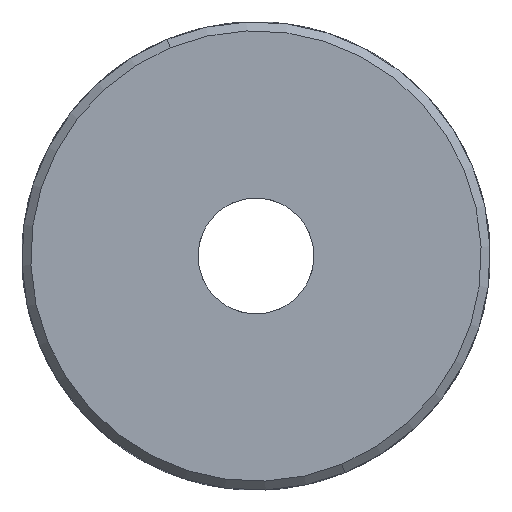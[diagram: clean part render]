
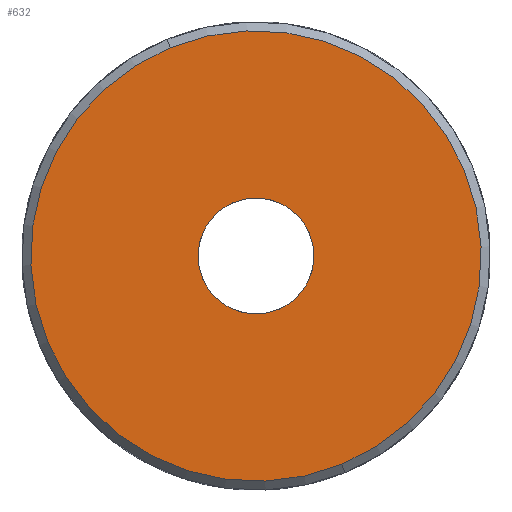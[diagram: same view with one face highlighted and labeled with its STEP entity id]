
A CAD part, left-side view. The second image highlights one B-rep face of the part: STEP entity #632.
In plain terms, the highlighted face is planar.
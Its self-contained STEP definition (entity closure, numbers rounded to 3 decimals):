
#6=CARTESIAN_POINT('',(0.,0.,0.));
#7=DIRECTION('',(0.,0.,1.));
#8=DIRECTION('',(-1.,0.,0.));
#9=AXIS2_PLACEMENT_3D('',#6,#7,#8);
#11=CARTESIAN_POINT('',(0.,0.,0.));
#12=DIRECTION('',(0.,0.,1.));
#13=DIRECTION('',(1.,0.,0.));
#14=AXIS2_PLACEMENT_3D('',#11,#12,#13);
#472=CARTESIAN_POINT('',(0.,0.,0.));
#473=DIRECTION('',(0.,0.,1.));
#474=DIRECTION('',(-1.,0.,0.));
#475=AXIS2_PLACEMENT_3D('',#472,#473,#474);
#481=CARTESIAN_POINT('',(0.,0.,0.));
#482=DIRECTION('',(0.,0.,1.));
#483=DIRECTION('',(1.,0.,0.));
#484=AXIS2_PLACEMENT_3D('',#481,#482,#483);
#495=CARTESIAN_POINT('',(50.5,0.,0.));
#496=CARTESIAN_POINT('',(-50.5,0.,0.));
#497=VERTEX_POINT('',#495);
#498=VERTEX_POINT('',#496);
#521=CARTESIAN_POINT('',(13.,0.,0.));
#522=CARTESIAN_POINT('',(-13.,0.,0.));
#523=VERTEX_POINT('',#521);
#524=VERTEX_POINT('',#522);
#616=CARTESIAN_POINT('',(0.,0.,0.));
#617=DIRECTION('',(0.,0.,1.));
#618=DIRECTION('',(1.,0.,0.));
#619=AXIS2_PLACEMENT_3D('',#616,#617,#618);
#620=PLANE('',#619);
#622=ORIENTED_EDGE('',*,*,#621,.T.);
#623=ORIENTED_EDGE('',*,*,#605,.T.);
#624=EDGE_LOOP('',(#622,#623));
#625=FACE_OUTER_BOUND('',#624,.F.);
#627=ORIENTED_EDGE('',*,*,#626,.F.);
#629=ORIENTED_EDGE('',*,*,#628,.F.);
#630=EDGE_LOOP('',(#627,#629));
#631=FACE_BOUND('',#630,.F.);
#632=ADVANCED_FACE('',(#625,#631),#620,.F.);
#10=CIRCLE('',#9,50.5);
#15=CIRCLE('',#14,50.5);
#476=CIRCLE('',#475,13.);
#485=CIRCLE('',#484,13.);
#605=EDGE_CURVE('',#497,#498,#15,.T.);
#621=EDGE_CURVE('',#498,#497,#10,.T.);
#626=EDGE_CURVE('',#523,#524,#485,.T.);
#628=EDGE_CURVE('',#524,#523,#476,.T.);
